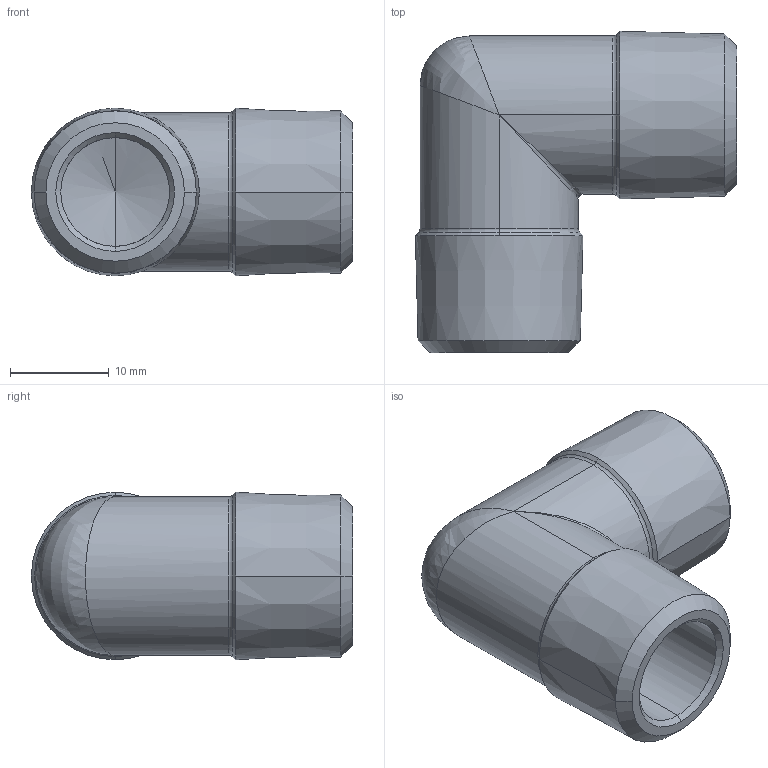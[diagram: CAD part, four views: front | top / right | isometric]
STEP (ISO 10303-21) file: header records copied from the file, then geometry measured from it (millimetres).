
FILE_DESCRIPTION (( 'STEP AP203' ), '1' );
FILE_NAME ('X5250003.STEP', '2011-10-25T08:52:53', ( 'SP' ), ( 'sopra-pneumatic' ), 'SwSTEP 2.0', 'SolidWorks 2011', '' );
FILE_SCHEMA (( 'CONFIG_CONTROL_DESIGN' ));
Length unit declared in the file: millimetre
Products named in the file (1): X5250003
Bounding box: 32.47 x 32.47 x 16.94 mm (x, y, z)
Volume: 5095.5 mm3; surface area: 4338.3 mm2
Topology: 1 solids, 1 shells, 40 faces, 88 edges, 42 vertices
Faces by surface type: cone 20, cylinder 12, torus 4, plane 2, bspline 2
Entity records: 1287 total; most frequent: CARTESIAN_POINT 389, DIRECTION 190, ORIENTED_EDGE 160, EDGE_CURVE 80, AXIS2_PLACEMENT_3D 79, EDGE_LOOP 42, VERTEX_POINT 42, CIRCLE 40
